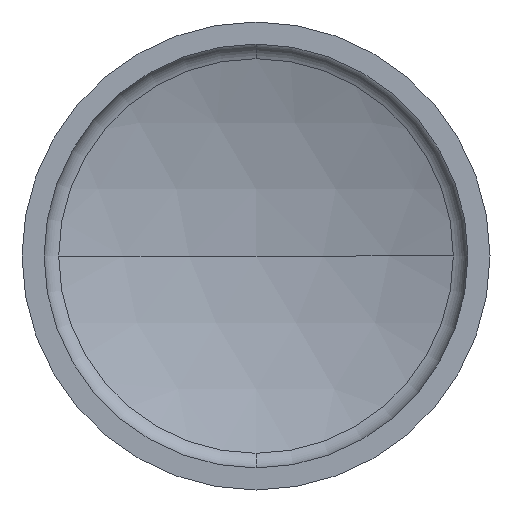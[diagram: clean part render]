
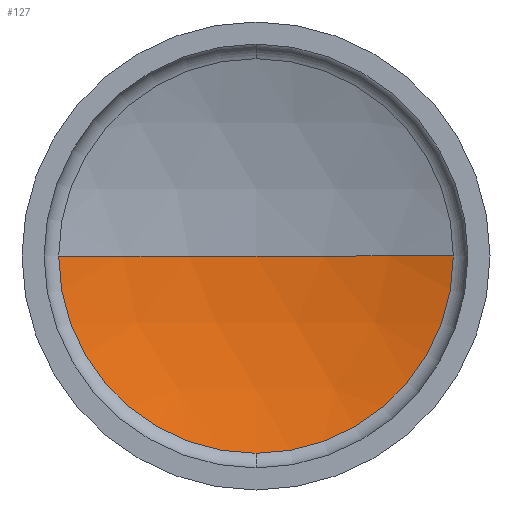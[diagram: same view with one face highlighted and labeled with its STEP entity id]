
A CAD part, front view. The second image highlights one B-rep face of the part: STEP entity #127.
In plain terms, the highlighted spherical face has radius 52.807 mm.
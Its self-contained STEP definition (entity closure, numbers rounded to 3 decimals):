
#17 = DIRECTION ( 'NONE',  ( -1., 0., 0. ) ) ;
#19 = CARTESIAN_POINT ( 'NONE',  ( 0., 7.882, 0. ) ) ;
#42 = ORIENTED_EDGE ( 'NONE', *, *, #180, .F. ) ;
#44 = EDGE_CURVE ( 'NONE', #411, #439, #417, .T. ) ;
#46 = VERTEX_POINT ( 'NONE', #82 ) ;
#55 = CARTESIAN_POINT ( 'NONE',  ( 0., -41.807, 0. ) ) ;
#72 = CARTESIAN_POINT ( 'NONE',  ( 0., -41.807, 0. ) ) ;
#73 = EDGE_CURVE ( 'NONE', #46, #411, #165, .T. ) ;
#74 = CARTESIAN_POINT ( 'NONE',  ( 0., 7.882, -17.877 ) ) ;
#82 = CARTESIAN_POINT ( 'NONE',  ( 17.877, 7.882, 0. ) ) ;
#85 = DIRECTION ( 'NONE',  ( 0., 0., 1. ) ) ;
#97 = AXIS2_PLACEMENT_3D ( 'NONE', #438, #98, #85 ) ;
#98 = DIRECTION ( 'NONE',  ( 0., 1., 0. ) ) ;
#107 = DIRECTION ( 'NONE',  ( 1., 0., 0. ) ) ;
#112 = AXIS2_PLACEMENT_3D ( 'NONE', #72, #177, #107 ) ;
#114 = EDGE_LOOP ( 'NONE', ( #391, #366, #42, #365 ) ) ;
#127 = ADVANCED_FACE ( 'NONE', ( #238 ), #306, .F. ) ;
#139 = DIRECTION ( 'NONE',  ( 0., 0., -1. ) ) ;
#154 = VERTEX_POINT ( 'NONE', #239 ) ;
#157 = AXIS2_PLACEMENT_3D ( 'NONE', #440, #139, #17 ) ;
#165 = CIRCLE ( 'NONE', #179, 17.877 ) ;
#177 = DIRECTION ( 'NONE',  ( 0., 0., 1. ) ) ;
#179 = AXIS2_PLACEMENT_3D ( 'NONE', #19, #272, #202 ) ;
#180 = EDGE_CURVE ( 'NONE', #439, #154, #401, .T. ) ;
#202 = DIRECTION ( 'NONE',  ( 0., 0., 1. ) ) ;
#236 = CIRCLE ( 'NONE', #112, 52.807 ) ;
#238 = FACE_OUTER_BOUND ( 'NONE', #114, .T. ) ;
#239 = CARTESIAN_POINT ( 'NONE',  ( 0., 11., 0. ) ) ;
#259 = CARTESIAN_POINT ( 'NONE',  ( -17.877, 7.882, 0. ) ) ;
#272 = DIRECTION ( 'NONE',  ( 0., 1., 0. ) ) ;
#303 = EDGE_CURVE ( 'NONE', #46, #154, #236, .T. ) ;
#306 = SPHERICAL_SURFACE ( 'NONE', #341, 52.807 ) ;
#341 = AXIS2_PLACEMENT_3D ( 'NONE', #55, #373, #371 ) ;
#365 = ORIENTED_EDGE ( 'NONE', *, *, #44, .F. ) ;
#366 = ORIENTED_EDGE ( 'NONE', *, *, #303, .T. ) ;
#371 = DIRECTION ( 'NONE',  ( -1., 0., 0. ) ) ;
#373 = DIRECTION ( 'NONE',  ( 0., 0., 1. ) ) ;
#391 = ORIENTED_EDGE ( 'NONE', *, *, #73, .F. ) ;
#401 = CIRCLE ( 'NONE', #157, 52.807 ) ;
#411 = VERTEX_POINT ( 'NONE', #74 ) ;
#417 = CIRCLE ( 'NONE', #97, 17.877 ) ;
#438 = CARTESIAN_POINT ( 'NONE',  ( 0., 7.882, 0. ) ) ;
#439 = VERTEX_POINT ( 'NONE', #259 ) ;
#440 = CARTESIAN_POINT ( 'NONE',  ( 0., -41.807, 0. ) ) ;
